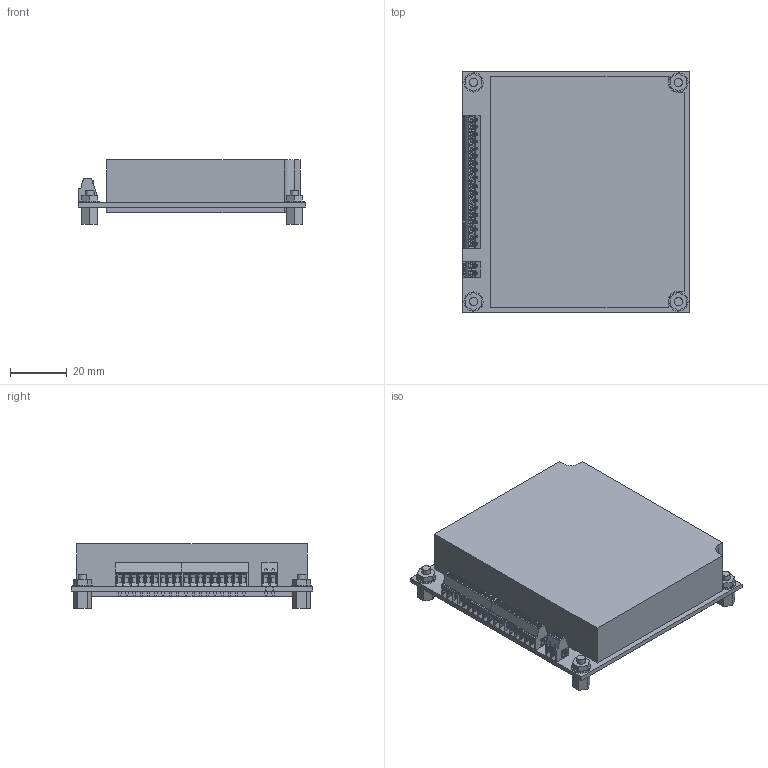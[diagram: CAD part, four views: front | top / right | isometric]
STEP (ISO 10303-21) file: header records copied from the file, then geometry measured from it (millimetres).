
FILE_DESCRIPTION(/* description */ ('Alibre Inc.'),/* implementation_level */ '2;1');
FILE_NAME(/* name */ 'export0',/* time_stamp */ '2016-06-29T14:57:37+02:00',/* author */ (''),/* organization */ (''),/* preprocessor_version */ 'ST-DEVELOPER v14',/* originating_system */ 'Alibre',/* authorisation */ '');
FILE_SCHEMA (('AUTOMOTIVE_DESIGN'));
Length unit declared in the file: centimetre
Products named in the file (9): ID_1
Bounding box: 80 x 85 x 22.6 mm (x, y, z)
Volume: 106614.8 mm3; surface area: 45078.7 mm2
Topology: 18 solids, 18 shells, 1349 faces, 3197 edges, 2006 vertices
Faces by surface type: plane 978, cylinder 331, sphere 40
Full cylindrical faces by diameter (mm): 1.27 x2, 2.9 x8, 3 x4, 3.2 x4, 6.75 x4
Entity records: 20425 total; most frequent: CARTESIAN_POINT 4266, ORIENTED_EDGE 3566, DIRECTION 2724, EDGE_CURVE 1783, VERTEX_POINT 1127, VECTOR 1123, LINE 1123, AXIS2_PLACEMENT_3D 1008
